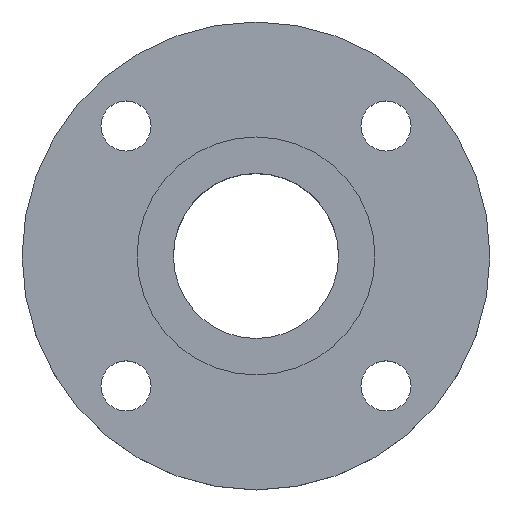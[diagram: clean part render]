
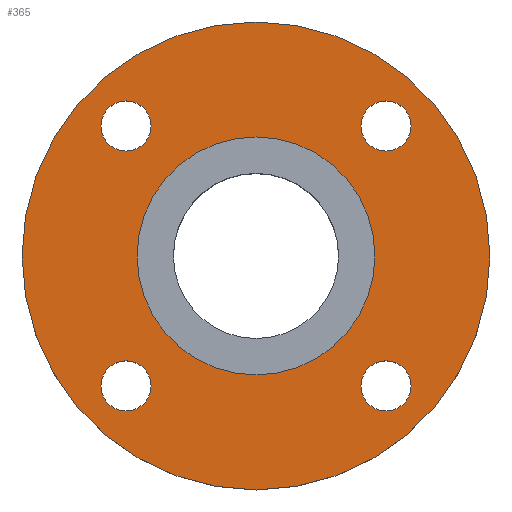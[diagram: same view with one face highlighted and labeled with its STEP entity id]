
A CAD part, top view. The second image highlights one B-rep face of the part: STEP entity #365.
In plain terms, the highlighted planar face has unit normal (0, 0, 1).
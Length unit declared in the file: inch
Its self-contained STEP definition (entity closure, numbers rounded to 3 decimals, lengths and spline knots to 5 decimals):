
#1 = DIRECTION ( 'NONE',  ( 0., 0., 1. ) ) ;
#5 = AXIS2_PLACEMENT_3D ( 'NONE', #338, #229, #49 ) ;
#7 = ORIENTED_EDGE ( 'NONE', *, *, #681, .F. ) ;
#12 = DIRECTION ( 'NONE',  ( 1., 0., 0. ) ) ;
#15 = VERTEX_POINT ( 'NONE', #434 ) ;
#18 = CARTESIAN_POINT ( 'NONE',  ( 1.56954, 1.94454, 0. ) ) ;
#19 = EDGE_CURVE ( 'NONE', #426, #411, #170, .T. ) ;
#21 = CIRCLE ( 'NONE', #686, 0.375 ) ;
#25 = CARTESIAN_POINT ( 'NONE',  ( 2.31954, 1.94454, 0. ) ) ;
#26 = CARTESIAN_POINT ( 'NONE',  ( 0., 0., 0. ) ) ;
#31 = VERTEX_POINT ( 'NONE', #682 ) ;
#43 = ORIENTED_EDGE ( 'NONE', *, *, #135, .F. ) ;
#49 = DIRECTION ( 'NONE',  ( 0., 1., 0. ) ) ;
#54 = VERTEX_POINT ( 'NONE', #308 ) ;
#76 = DIRECTION ( 'NONE',  ( 0., -1., 0. ) ) ;
#77 = CIRCLE ( 'NONE', #761, 3.5 ) ;
#79 = CARTESIAN_POINT ( 'NONE',  ( 0., 0., 0. ) ) ;
#91 = CARTESIAN_POINT ( 'NONE',  ( 0., 0., 0. ) ) ;
#93 = ORIENTED_EDGE ( 'NONE', *, *, #668, .T. ) ;
#103 = FACE_BOUND ( 'NONE', #535, .T. ) ;
#106 = FACE_OUTER_BOUND ( 'NONE', #234, .T. ) ;
#112 = VERTEX_POINT ( 'NONE', #759 ) ;
#116 = AXIS2_PLACEMENT_3D ( 'NONE', #452, #635, #585 ) ;
#125 = EDGE_CURVE ( 'NONE', #411, #426, #658, .T. ) ;
#129 = VERTEX_POINT ( 'NONE', #18 ) ;
#135 = EDGE_CURVE ( 'NONE', #280, #161, #194, .T. ) ;
#155 = CIRCLE ( 'NONE', #270, 0.375 ) ;
#159 = EDGE_CURVE ( 'NONE', #812, #31, #77, .T. ) ;
#160 = DIRECTION ( 'NONE',  ( 1., 0., 0. ) ) ;
#161 = VERTEX_POINT ( 'NONE', #643 ) ;
#166 = EDGE_CURVE ( 'NONE', #54, #468, #510, .T. ) ;
#170 = CIRCLE ( 'NONE', #370, 0.375 ) ;
#171 = FACE_BOUND ( 'NONE', #534, .T. ) ;
#188 = EDGE_CURVE ( 'NONE', #161, #280, #155, .T. ) ;
#194 = CIRCLE ( 'NONE', #116, 0.375 ) ;
#200 = ORIENTED_EDGE ( 'NONE', *, *, #166, .F. ) ;
#206 = DIRECTION ( 'NONE',  ( -1., 0., 0. ) ) ;
#211 = CIRCLE ( 'NONE', #726, 0.375 ) ;
#214 = DIRECTION ( 'NONE',  ( 0., 0., 1. ) ) ;
#215 = DIRECTION ( 'NONE',  ( 0., 0., 1. ) ) ;
#221 = CIRCLE ( 'NONE', #5, 0.375 ) ;
#229 = DIRECTION ( 'NONE',  ( 0., 0., 1. ) ) ;
#234 = EDGE_LOOP ( 'NONE', ( #93, #583 ) ) ;
#238 = CIRCLE ( 'NONE', #271, 0.375 ) ;
#264 = ORIENTED_EDGE ( 'NONE', *, *, #639, .F. ) ;
#266 = DIRECTION ( 'NONE',  ( 1., 0., 0. ) ) ;
#270 = AXIS2_PLACEMENT_3D ( 'NONE', #502, #215, #76 ) ;
#271 = AXIS2_PLACEMENT_3D ( 'NONE', #316, #498, #754 ) ;
#272 = CARTESIAN_POINT ( 'NONE',  ( 1.94454, 1.94454, 0. ) ) ;
#280 = VERTEX_POINT ( 'NONE', #601 ) ;
#293 = CARTESIAN_POINT ( 'NONE',  ( -2.31954, -1.94454, 0. ) ) ;
#298 = CARTESIAN_POINT ( 'NONE',  ( 1.94454, 1.94454, 0. ) ) ;
#303 = EDGE_CURVE ( 'NONE', #112, #15, #221, .T. ) ;
#305 = AXIS2_PLACEMENT_3D ( 'NONE', #515, #459, #206 ) ;
#308 = CARTESIAN_POINT ( 'NONE',  ( 1.78, 0., 0. ) ) ;
#316 = CARTESIAN_POINT ( 'NONE',  ( -1.94454, 1.94454, 0. ) ) ;
#319 = DIRECTION ( 'NONE',  ( 0., 0., 1. ) ) ;
#338 = CARTESIAN_POINT ( 'NONE',  ( -1.94454, 1.94454, 0. ) ) ;
#346 = AXIS2_PLACEMENT_3D ( 'NONE', #79, #214, #640 ) ;
#365 = ADVANCED_FACE ( 'NONE', ( #785, #723, #103, #171, #414, #106 ), #665, .T. ) ;
#370 = AXIS2_PLACEMENT_3D ( 'NONE', #807, #744, #372 ) ;
#372 = DIRECTION ( 'NONE',  ( -1., 0., 0. ) ) ;
#387 = DIRECTION ( 'NONE',  ( 0., 0., 1. ) ) ;
#388 = CARTESIAN_POINT ( 'NONE',  ( 0., 0., 0. ) ) ;
#392 = CARTESIAN_POINT ( 'NONE',  ( 0., 0., 0. ) ) ;
#411 = VERTEX_POINT ( 'NONE', #293 ) ;
#414 = FACE_BOUND ( 'NONE', #679, .T. ) ;
#426 = VERTEX_POINT ( 'NONE', #522 ) ;
#434 = CARTESIAN_POINT ( 'NONE',  ( -1.94454, 2.31954, 0. ) ) ;
#452 = CARTESIAN_POINT ( 'NONE',  ( 1.94454, -1.94454, 0. ) ) ;
#454 = CIRCLE ( 'NONE', #558, 3.5 ) ;
#459 = DIRECTION ( 'NONE',  ( 0., 0., 1. ) ) ;
#468 = VERTEX_POINT ( 'NONE', #492 ) ;
#475 = EDGE_LOOP ( 'NONE', ( #526, #753 ) ) ;
#492 = CARTESIAN_POINT ( 'NONE',  ( -1.78, 0., 0. ) ) ;
#498 = DIRECTION ( 'NONE',  ( 0., 0., 1. ) ) ;
#502 = CARTESIAN_POINT ( 'NONE',  ( 1.94454, -1.94454, 0. ) ) ;
#510 = CIRCLE ( 'NONE', #623, 1.78 ) ;
#515 = CARTESIAN_POINT ( 'NONE',  ( -1.94454, -1.94454, 0. ) ) ;
#522 = CARTESIAN_POINT ( 'NONE',  ( -1.56954, -1.94454, 0. ) ) ;
#526 = ORIENTED_EDGE ( 'NONE', *, *, #125, .F. ) ;
#529 = ORIENTED_EDGE ( 'NONE', *, *, #188, .F. ) ;
#534 = EDGE_LOOP ( 'NONE', ( #596, #776 ) ) ;
#535 = EDGE_LOOP ( 'NONE', ( #7, #800 ) ) ;
#548 = DIRECTION ( 'NONE',  ( 0., 0., 1. ) ) ;
#558 = AXIS2_PLACEMENT_3D ( 'NONE', #388, #1, #12 ) ;
#583 = ORIENTED_EDGE ( 'NONE', *, *, #159, .T. ) ;
#585 = DIRECTION ( 'NONE',  ( 0., -1., 0. ) ) ;
#596 = ORIENTED_EDGE ( 'NONE', *, *, #709, .F. ) ;
#598 = EDGE_CURVE ( 'NONE', #129, #756, #21, .T. ) ;
#601 = CARTESIAN_POINT ( 'NONE',  ( 1.94454, -1.56954, 0. ) ) ;
#623 = AXIS2_PLACEMENT_3D ( 'NONE', #392, #641, #646 ) ;
#635 = DIRECTION ( 'NONE',  ( 0., 0., 1. ) ) ;
#639 = EDGE_CURVE ( 'NONE', #468, #54, #750, .T. ) ;
#640 = DIRECTION ( 'NONE',  ( 1., 0., 0. ) ) ;
#641 = DIRECTION ( 'NONE',  ( 0., 0., 1. ) ) ;
#642 = DIRECTION ( 'NONE',  ( 1., 0., 0. ) ) ;
#643 = CARTESIAN_POINT ( 'NONE',  ( 1.94454, -2.31954, 0. ) ) ;
#646 = DIRECTION ( 'NONE',  ( 1., 0., 0. ) ) ;
#658 = CIRCLE ( 'NONE', #305, 0.375 ) ;
#665 = PLANE ( 'NONE',  #741 ) ;
#668 = EDGE_CURVE ( 'NONE', #31, #812, #454, .T. ) ;
#679 = EDGE_LOOP ( 'NONE', ( #264, #200 ) ) ;
#681 = EDGE_CURVE ( 'NONE', #15, #112, #238, .T. ) ;
#682 = CARTESIAN_POINT ( 'NONE',  ( 3.5, 0., 0. ) ) ;
#686 = AXIS2_PLACEMENT_3D ( 'NONE', #298, #548, #801 ) ;
#709 = EDGE_CURVE ( 'NONE', #756, #129, #211, .T. ) ;
#723 = FACE_BOUND ( 'NONE', #475, .T. ) ;
#726 = AXIS2_PLACEMENT_3D ( 'NONE', #272, #319, #642 ) ;
#741 = AXIS2_PLACEMENT_3D ( 'NONE', #91, #792, #160 ) ;
#744 = DIRECTION ( 'NONE',  ( 0., 0., 1. ) ) ;
#750 = CIRCLE ( 'NONE', #346, 1.78 ) ;
#753 = ORIENTED_EDGE ( 'NONE', *, *, #19, .F. ) ;
#754 = DIRECTION ( 'NONE',  ( 0., 1., 0. ) ) ;
#756 = VERTEX_POINT ( 'NONE', #25 ) ;
#759 = CARTESIAN_POINT ( 'NONE',  ( -1.94454, 1.56954, 0. ) ) ;
#761 = AXIS2_PLACEMENT_3D ( 'NONE', #26, #387, #266 ) ;
#771 = CARTESIAN_POINT ( 'NONE',  ( -3.5, 0., 0. ) ) ;
#776 = ORIENTED_EDGE ( 'NONE', *, *, #598, .F. ) ;
#785 = FACE_BOUND ( 'NONE', #804, .T. ) ;
#792 = DIRECTION ( 'NONE',  ( 0., 0., 1. ) ) ;
#800 = ORIENTED_EDGE ( 'NONE', *, *, #303, .F. ) ;
#801 = DIRECTION ( 'NONE',  ( 1., 0., 0. ) ) ;
#804 = EDGE_LOOP ( 'NONE', ( #529, #43 ) ) ;
#807 = CARTESIAN_POINT ( 'NONE',  ( -1.94454, -1.94454, 0. ) ) ;
#812 = VERTEX_POINT ( 'NONE', #771 ) ;
